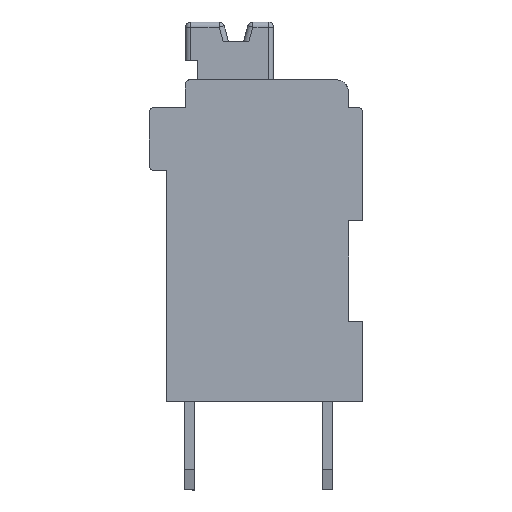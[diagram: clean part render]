
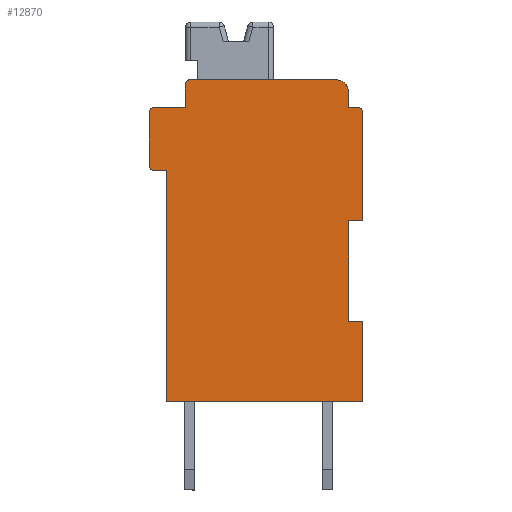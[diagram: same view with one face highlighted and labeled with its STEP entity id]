
A CAD part, left-side view. The second image highlights one B-rep face of the part: STEP entity #12870.
In plain terms, the highlighted planar face has unit normal (-1, 0, 0).
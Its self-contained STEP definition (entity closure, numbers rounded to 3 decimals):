
#323=PLANE('',#13673);
#746=CIRCLE('',#13636,0.5);
#748=CIRCLE('',#13640,0.2);
#765=CIRCLE('',#13674,0.2);
#766=CIRCLE('',#13675,0.2);
#767=CIRCLE('',#13676,0.2);
#1914=ORIENTED_EDGE('',*,*,#5556,.F.);
#1915=ORIENTED_EDGE('',*,*,#5476,.T.);
#1916=ORIENTED_EDGE('',*,*,#5471,.F.);
#1917=ORIENTED_EDGE('',*,*,#5483,.T.);
#1918=ORIENTED_EDGE('',*,*,#5481,.F.);
#1919=ORIENTED_EDGE('',*,*,#5527,.F.);
#1920=ORIENTED_EDGE('',*,*,#5600,.T.);
#1921=ORIENTED_EDGE('',*,*,#5519,.F.);
#1922=ORIENTED_EDGE('',*,*,#5601,.T.);
#1923=ORIENTED_EDGE('',*,*,#5516,.F.);
#1924=ORIENTED_EDGE('',*,*,#5035,.F.);
#1925=ORIENTED_EDGE('',*,*,#5501,.F.);
#1926=ORIENTED_EDGE('',*,*,#5509,.F.);
#1927=ORIENTED_EDGE('',*,*,#5515,.F.);
#1928=ORIENTED_EDGE('',*,*,#5581,.F.);
#1929=ORIENTED_EDGE('',*,*,#5511,.F.);
#1930=ORIENTED_EDGE('',*,*,#5054,.F.);
#1931=ORIENTED_EDGE('',*,*,#5602,.T.);
#1932=ORIENTED_EDGE('',*,*,#5557,.F.);
#5035=EDGE_CURVE('',#6954,#6955,#8182,.T.);
#5054=EDGE_CURVE('',#6966,#6967,#8201,.T.);
#5471=EDGE_CURVE('',#7319,#7320,#8592,.T.);
#5476=EDGE_CURVE('',#7324,#7320,#746,.F.);
#5481=EDGE_CURVE('',#7328,#7325,#8599,.T.);
#5483=EDGE_CURVE('',#7319,#7325,#748,.F.);
#5501=EDGE_CURVE('',#7342,#6954,#8617,.T.);
#5509=EDGE_CURVE('',#7347,#7342,#8625,.T.);
#5511=EDGE_CURVE('',#6967,#7349,#8627,.T.);
#5515=EDGE_CURVE('',#7351,#7347,#8631,.T.);
#5516=EDGE_CURVE('',#6955,#7352,#8632,.T.);
#5519=EDGE_CURVE('',#7353,#7354,#8635,.T.);
#5527=EDGE_CURVE('',#7357,#7328,#8640,.T.);
#5556=EDGE_CURVE('',#7324,#7372,#8656,.T.);
#5557=EDGE_CURVE('',#7372,#7373,#8657,.T.);
#5581=EDGE_CURVE('',#7349,#7351,#8681,.T.);
#5600=EDGE_CURVE('',#7357,#7354,#765,.F.);
#5601=EDGE_CURVE('',#7353,#7352,#766,.F.);
#5602=EDGE_CURVE('',#6966,#7373,#767,.F.);
#6954=VERTEX_POINT('',#18434);
#6955=VERTEX_POINT('',#18436);
#6966=VERTEX_POINT('',#18469);
#6967=VERTEX_POINT('',#18471);
#7319=VERTEX_POINT('',#19335);
#7320=VERTEX_POINT('',#19337);
#7324=VERTEX_POINT('',#19351);
#7325=VERTEX_POINT('',#19355);
#7328=VERTEX_POINT('',#19360);
#7342=VERTEX_POINT('',#19400);
#7347=VERTEX_POINT('',#19416);
#7349=VERTEX_POINT('',#19422);
#7351=VERTEX_POINT('',#19428);
#7352=VERTEX_POINT('',#19432);
#7353=VERTEX_POINT('',#19436);
#7354=VERTEX_POINT('',#19438);
#7357=VERTEX_POINT('',#19449);
#7372=VERTEX_POINT('',#19493);
#7373=VERTEX_POINT('',#19498);
#8182=LINE('',#18435,#9757);
#8201=LINE('',#18470,#9776);
#8592=LINE('',#19336,#10167);
#8599=LINE('',#19361,#10174);
#8617=LINE('',#19401,#10192);
#8625=LINE('',#19417,#10200);
#8627=LINE('',#19421,#10202);
#8631=LINE('',#19429,#10206);
#8632=LINE('',#19431,#10207);
#8635=LINE('',#19437,#10210);
#8640=LINE('',#19450,#10215);
#8656=LINE('',#19495,#10231);
#8657=LINE('',#19497,#10232);
#8681=LINE('',#19535,#10256);
#9757=VECTOR('',#14727,1000.);
#9776=VECTOR('',#14754,1000.);
#10167=VECTOR('',#15335,1000.);
#10174=VECTOR('',#15350,1000.);
#10192=VECTOR('',#15384,1000.);
#10200=VECTOR('',#15398,1000.);
#10202=VECTOR('',#15402,1000.);
#10206=VECTOR('',#15408,1000.);
#10207=VECTOR('',#15411,1000.);
#10210=VECTOR('',#15416,1000.);
#10215=VECTOR('',#15429,1000.);
#10231=VECTOR('',#15473,1000.);
#10232=VECTOR('',#15476,1000.);
#10256=VECTOR('',#15502,1000.);
#11309=EDGE_LOOP('',(#1914,#1915,#1916,#1917,#1918,#1919,#1920,#1921,#1922,
#1923,#1924,#1925,#1926,#1927,#1928,#1929,#1930,#1931,#1932));
#12017=FACE_BOUND('',#11309,.T.);
#12870=ADVANCED_FACE('',(#12017),#323,.F.);
#13636=AXIS2_PLACEMENT_3D('',#19350,#15342,#15343);
#13640=AXIS2_PLACEMENT_3D('',#19364,#15355,#15356);
#13673=AXIS2_PLACEMENT_3D('',#19562,#15521,#15522);
#13674=AXIS2_PLACEMENT_3D('',#19563,#15523,#15524);
#13675=AXIS2_PLACEMENT_3D('',#19564,#15525,#15526);
#13676=AXIS2_PLACEMENT_3D('',#19565,#15527,#15528);
#14727=DIRECTION('',(0.,0.,1.));
#14754=DIRECTION('',(0.,0.,-1.));
#15335=DIRECTION('',(0.,-1.,0.));
#15342=DIRECTION('',(1.,0.,0.));
#15343=DIRECTION('',(0.,0.,-1.));
#15350=DIRECTION('',(0.,0.,1.));
#15355=DIRECTION('',(1.,0.,0.));
#15356=DIRECTION('',(0.,0.,-1.));
#15384=DIRECTION('',(0.,1.,0.));
#15398=DIRECTION('',(0.,0.,-1.));
#15402=DIRECTION('',(0.,1.,0.));
#15408=DIRECTION('',(0.,-1.,0.));
#15411=DIRECTION('',(0.,1.,0.));
#15416=DIRECTION('',(0.,0.,1.));
#15429=DIRECTION('',(0.,-1.,0.));
#15473=DIRECTION('',(0.,0.,-1.));
#15476=DIRECTION('',(0.,-1.,0.));
#15502=DIRECTION('',(0.,0.,-1.));
#15521=DIRECTION('',(1.,0.,0.));
#15522=DIRECTION('',(0.,0.,-1.));
#15523=DIRECTION('',(1.,0.,0.));
#15524=DIRECTION('',(0.,0.,-1.));
#15525=DIRECTION('',(1.,0.,0.));
#15526=DIRECTION('',(0.,0.,-1.));
#15527=DIRECTION('',(1.,0.,0.));
#15528=DIRECTION('',(0.,0.,-1.));
#18434=CARTESIAN_POINT('',(-9.1,3.98,-5.2));
#18435=CARTESIAN_POINT('',(-9.1,3.98,4.));
#18436=CARTESIAN_POINT('',(-9.1,3.98,4.));
#18469=CARTESIAN_POINT('',(-9.1,-3.82,6.3));
#18470=CARTESIAN_POINT('',(-9.1,-3.82,6.5));
#18471=CARTESIAN_POINT('',(-9.1,-3.82,2.));
#19335=CARTESIAN_POINT('',(-9.1,3.05,7.6));
#19336=CARTESIAN_POINT('',(-9.1,3.25,7.6));
#19337=CARTESIAN_POINT('',(-9.1,-2.75,7.6));
#19350=CARTESIAN_POINT('',(-9.1,-2.75,7.1));
#19351=CARTESIAN_POINT('',(-9.1,-3.25,7.1));
#19355=CARTESIAN_POINT('',(-9.1,3.25,7.4));
#19360=CARTESIAN_POINT('',(-9.1,3.25,6.5));
#19361=CARTESIAN_POINT('',(-9.1,3.25,7.6));
#19364=CARTESIAN_POINT('',(-9.1,3.05,7.4));
#19400=CARTESIAN_POINT('',(-9.1,-3.82,-5.2));
#19401=CARTESIAN_POINT('',(-9.1,-3.82,-5.2));
#19416=CARTESIAN_POINT('',(-9.1,-3.82,-2.));
#19417=CARTESIAN_POINT('',(-9.1,-3.82,-2.));
#19421=CARTESIAN_POINT('',(-9.1,-3.82,2.));
#19422=CARTESIAN_POINT('',(-9.1,-3.25,2.));
#19428=CARTESIAN_POINT('',(-9.1,-3.25,-2.));
#19429=CARTESIAN_POINT('',(-9.1,-3.25,-2.));
#19431=CARTESIAN_POINT('',(-9.1,4.68,4.));
#19432=CARTESIAN_POINT('',(-9.1,4.48,4.));
#19436=CARTESIAN_POINT('',(-9.1,4.68,4.2));
#19437=CARTESIAN_POINT('',(-9.1,4.68,4.));
#19438=CARTESIAN_POINT('',(-9.1,4.68,6.3));
#19449=CARTESIAN_POINT('',(-9.1,4.48,6.5));
#19450=CARTESIAN_POINT('',(-9.1,3.25,6.5));
#19493=CARTESIAN_POINT('',(-9.1,-3.25,6.5));
#19495=CARTESIAN_POINT('',(-9.1,-3.25,6.5));
#19497=CARTESIAN_POINT('',(-9.1,-3.82,6.5));
#19498=CARTESIAN_POINT('',(-9.1,-3.62,6.5));
#19535=CARTESIAN_POINT('',(-9.1,-3.25,2.));
#19562=CARTESIAN_POINT('',(-9.1,0.,0.));
#19563=CARTESIAN_POINT('',(-9.1,4.48,6.3));
#19564=CARTESIAN_POINT('',(-9.1,4.48,4.2));
#19565=CARTESIAN_POINT('',(-9.1,-3.62,6.3));
